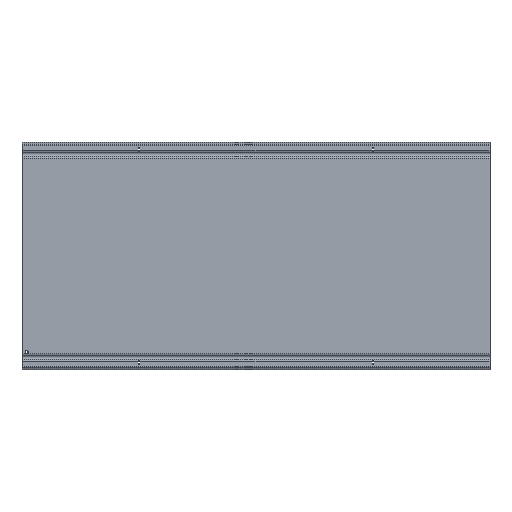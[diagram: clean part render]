
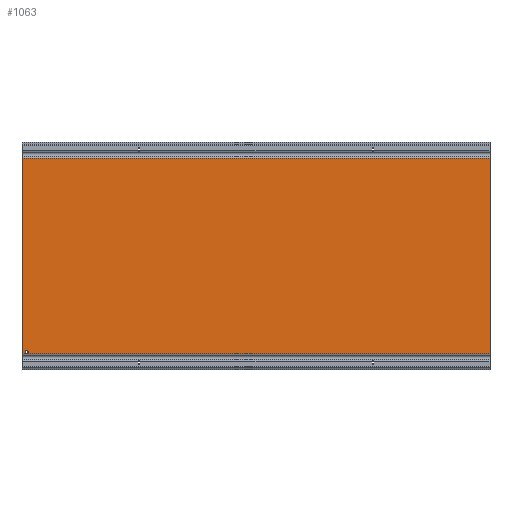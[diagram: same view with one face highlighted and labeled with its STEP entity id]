
A CAD part, top view. The second image highlights one B-rep face of the part: STEP entity #1063.
In plain terms, the highlighted planar face has unit normal (0, 0, 1).
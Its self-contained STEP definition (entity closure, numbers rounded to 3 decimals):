
#16=FACE_BOUND('',#125,.T.);
#30=PLANE('',#1147);
#75=FACE_OUTER_BOUND('',#124,.T.);
#124=EDGE_LOOP('',(#845,#846,#847,#848));
#125=EDGE_LOOP('',(#849));
#200=LINE('',#1746,#303);
#201=LINE('',#1749,#304);
#210=LINE('',#1781,#313);
#211=LINE('',#1782,#314);
#303=VECTOR('',#1340,1.);
#304=VECTOR('',#1343,1.);
#313=VECTOR('',#1368,1.);
#314=VECTOR('',#1369,1.);
#391=CIRCLE('',#1148,3.);
#464=VERTEX_POINT('',#1742);
#465=VERTEX_POINT('',#1744);
#466=VERTEX_POINT('',#1748);
#481=VERTEX_POINT('',#1780);
#482=VERTEX_POINT('',#1783);
#600=EDGE_CURVE('',#465,#464,#200,.T.);
#601=EDGE_CURVE('',#464,#466,#201,.T.);
#617=EDGE_CURVE('',#481,#465,#210,.T.);
#618=EDGE_CURVE('',#481,#466,#211,.T.);
#619=EDGE_CURVE('',#482,#482,#391,.T.);
#845=ORIENTED_EDGE('',*,*,#617,.F.);
#846=ORIENTED_EDGE('',*,*,#618,.T.);
#847=ORIENTED_EDGE('',*,*,#601,.F.);
#848=ORIENTED_EDGE('',*,*,#600,.F.);
#849=ORIENTED_EDGE('',*,*,#619,.T.);
#1063=ADVANCED_FACE('',(#75,#16),#30,.F.);
#1147=AXIS2_PLACEMENT_3D('',#1779,#1366,#1367);
#1148=AXIS2_PLACEMENT_3D('',#1784,#1370,#1371);
#1340=DIRECTION('',(1.,0.,0.));
#1343=DIRECTION('',(0.,-1.,0.));
#1366=DIRECTION('center_axis',(0.,0.,
-1.));
#1367=DIRECTION('ref_axis',(0.,1.,0.));
#1368=DIRECTION('',(0.,1.,0.));
#1369=DIRECTION('',(1.,0.,0.));
#1370=DIRECTION('center_axis',(0.,0.,
-1.));
#1371=DIRECTION('ref_axis',(-1.,0.,0.));
#1742=CARTESIAN_POINT('',(1013.613,482.44,20.558));
#1744=CARTESIAN_POINT('',(13.613,482.44,20.558));
#1746=CARTESIAN_POINT('',(13.613,482.44,20.558));
#1748=CARTESIAN_POINT('',(1013.613,64.299,20.558));
#1749=CARTESIAN_POINT('',(1013.613,248.37,20.558));
#1779=CARTESIAN_POINT('Origin',(13.613,248.37,20.558));
#1780=CARTESIAN_POINT('',(13.613,64.299,20.558));
#1781=CARTESIAN_POINT('',(13.613,248.37,20.558));
#1782=CARTESIAN_POINT('',(13.613,64.299,20.558));
#1783=CARTESIAN_POINT('',(26.613,68.37,20.558));
#1784=CARTESIAN_POINT('Origin',(23.613,68.37,20.558));
